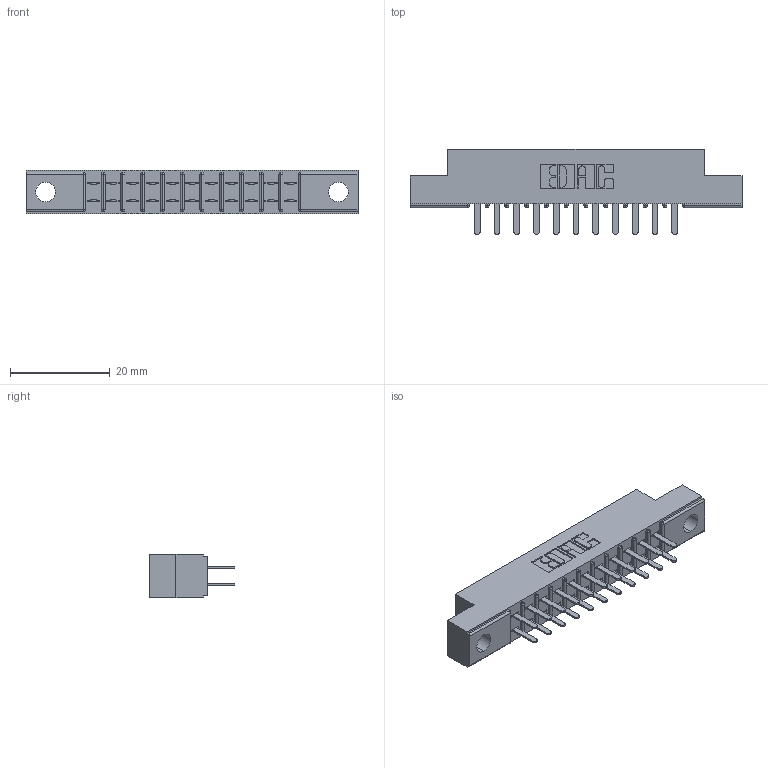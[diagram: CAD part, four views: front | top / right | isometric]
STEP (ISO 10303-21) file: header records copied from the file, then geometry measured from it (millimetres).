
FILE_DESCRIPTION (( 'STEP AP203' ), '1' );
FILE_NAME ('315-022-520-204.STEP', '2019-09-10T14:24:20', ( '' ), ( '' ), 'SwSTEP 2.0', 'SolidWorks 2016', '' );
FILE_SCHEMA (( 'CONFIG_CONTROL_DESIGN' ));
Length unit declared in the file: inch
Products named in the file (3): 305 Part_.156 Dia; 315-022-520-204; 305-290-001_520
Assembly tree (23 placements, depth 2):
  315-022-520-204
    305 Part_.156 Dia
    305-290-001_520  x22
Bounding box: 66.6 x 17.09 x 8.71 mm (x, y, z)
Volume: 4089.8 mm3; surface area: 6983.7 mm2
Topology: 23 solids, 23 shells, 1142 faces, 3245 edges, 2102 vertices
Faces by surface type: plane 676, cylinder 422, sphere 44
Entity records: 15982 total; most frequent: CARTESIAN_POINT 2649, ORIENTED_EDGE 2622, DIRECTION 2579, EDGE_CURVE 1311, LINE 1035, VECTOR 1035, VERTEX_POINT 842, AXIS2_PLACEMENT_3D 772
